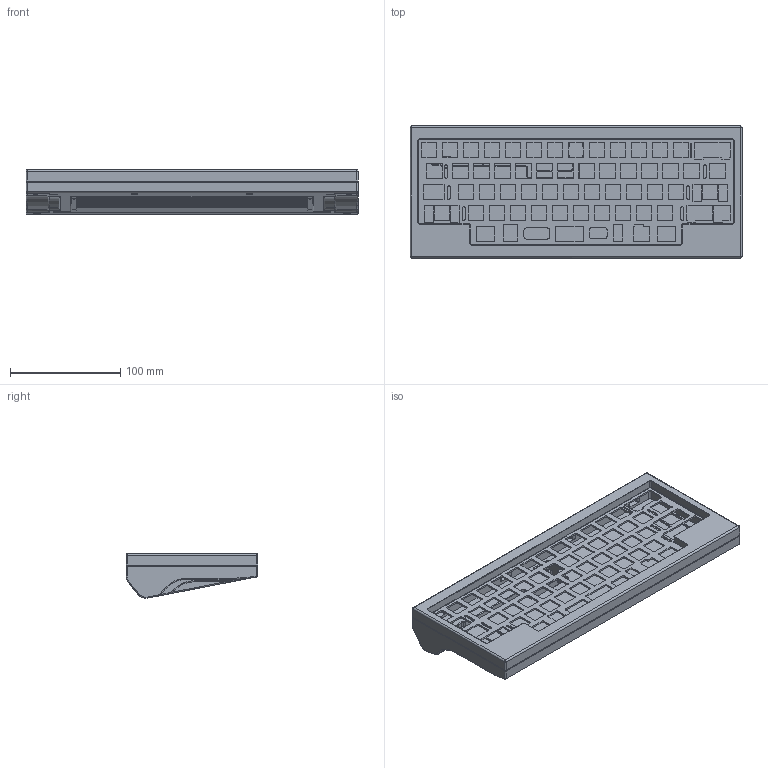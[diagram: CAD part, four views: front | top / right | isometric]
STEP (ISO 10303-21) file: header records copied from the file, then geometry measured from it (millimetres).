
FILE_DESCRIPTION(/* description */ (''),/* implementation_level */ '2;1');
FILE_NAME(/* name */ 'RS60V2.step',/* time_stamp */ '2023-02-11T16:43:08-06:00',/* author */ (''),/* organization */ (''),/* preprocessor_version */ 'ST-DEVELOPER v19.2',/* originating_system */ 'Autodesk Translation Framework v11.17.0.187',/* authorisation */ '');
FILE_SCHEMA (('AUTOMOTIVE_DESIGN { 1 0 10303 214 3 1 1 }'));
Length unit declared in the file: millimetre
Products named in the file (4): RS60 GooderestMore; RS_Plate_Five_Tabs; Bottom; Ext. Weight
Assembly tree (3 placements, depth 2):
  RS60 GooderestMore
    RS_Plate_Five_Tabs
    Bottom
    Ext. Weight
Bounding box: 301.25 x 119.75 x 40.47 mm (x, y, z)
Volume: 540078.1 mm3; surface area: 195840.1 mm2
Topology: 4 solids, 4 shells, 1597 faces, 4234 edges, 2694 vertices
Faces by surface type: plane 685, cylinder 657, cone 169, torus 60, bspline 24, sphere 2
Full cylindrical faces by diameter (mm): 1.623 x4, 2.075 x14, 2.175 x4, 2.529 x12, 3.2 x6, 5 x8, 6 x4
Entity records: 51082 total; most frequent: CARTESIAN_POINT 9831, DIRECTION 8881, ORIENTED_EDGE 8460, EDGE_CURVE 4230, AXIS2_PLACEMENT_3D 3141, VERTEX_POINT 2694, LINE 2599, VECTOR 2599
